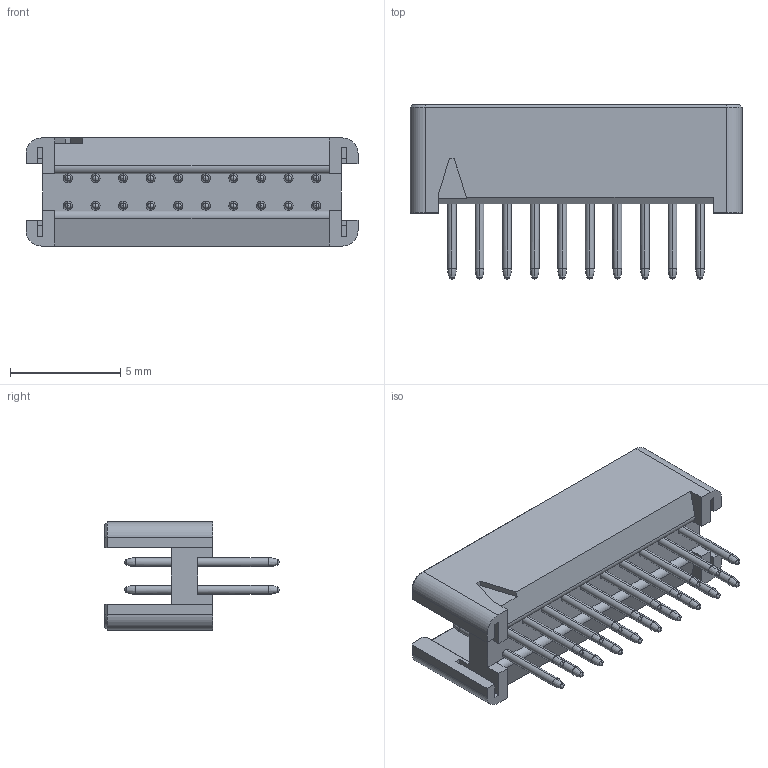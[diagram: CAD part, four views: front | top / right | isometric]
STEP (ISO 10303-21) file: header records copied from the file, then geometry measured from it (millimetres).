
FILE_DESCRIPTION((''),'2;1');
FILE_NAME('G125-MV12005L0P_ASM','2013-08-27T',('sflower'),(''),'PRO/ENGINEER BY PARAMETRIC TECHNOLOGY CORPORATION, 2013150','PRO/ENGINEER BY PARAMETRIC TECHNOLOGY CORPORATION, 2013150','');
FILE_SCHEMA(('CONFIG_CONTROL_DESIGN'));
Length unit declared in the file: millimetre
Products named in the file (3): G125-3012096; G125-1030005; G125-MV12005L0P_ASM
Assembly tree (21 placements, depth 2):
  G125-MV12005L0P_ASM
    G125-3012096
    G125-1030005  x20
Bounding box: 15.05 x 7.9 x 4.9 mm (x, y, z)
Volume: 178.8 mm3; surface area: 614.9 mm2
Topology: 21 solids, 21 shells, 3119 faces, 7040 edges, 3944 vertices
Faces by surface type: bspline 2240, torus 360, plane 299, cylinder 212, cone 8
Entity records: 16706 total; most frequent: CARTESIAN_POINT 5976, ORIENTED_EDGE 1768, DIRECTION 1554, PRESENTATION_STYLE_ASSIGNMENT 888, STYLED_ITEM 888, CURVE_STYLE 884, EDGE_CURVE 884, AXIS2_PLACEMENT_3D 597
